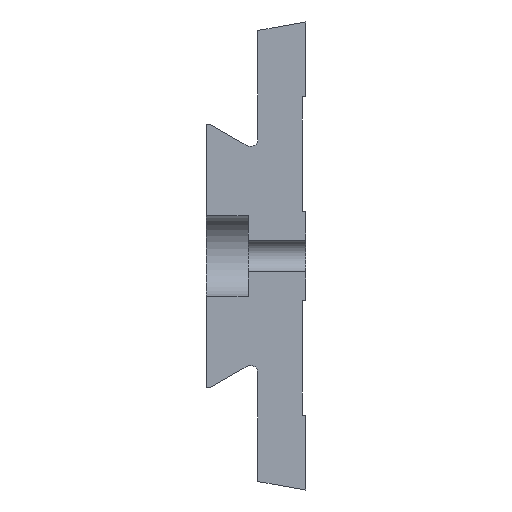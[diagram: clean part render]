
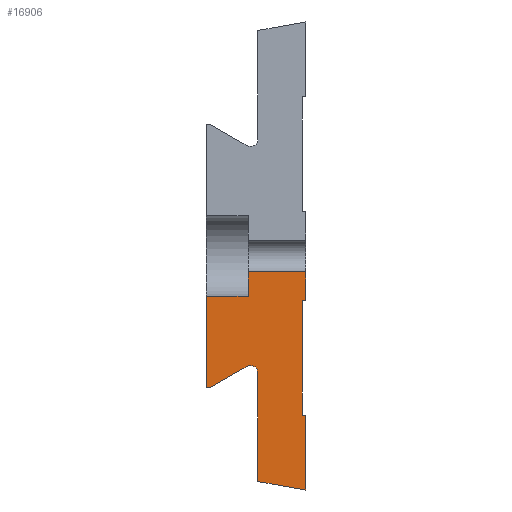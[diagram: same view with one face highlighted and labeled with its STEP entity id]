
A CAD part, left-side view. The second image highlights one B-rep face of the part: STEP entity #16906.
In plain terms, the highlighted planar face has unit normal (-1, 0, 0).
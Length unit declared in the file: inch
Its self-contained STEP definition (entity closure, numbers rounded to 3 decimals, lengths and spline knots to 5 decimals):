
#6977=DIRECTION('',(0.,0.,-1.));
#6978=VECTOR('',#6977,0.237);
#6979=CARTESIAN_POINT('',(-18.14,-0.4,-0.133));
#6980=LINE('',#6979,#6978);
#7733=DIRECTION('',(0.,0.,1.));
#7734=VECTOR('',#7733,0.203);
#7735=CARTESIAN_POINT('',(-18.14,0.08,-0.336));
#7736=LINE('',#7735,#7734);
#7797=DIRECTION('',(0.,-1.,0.));
#7798=VECTOR('',#7797,0.48);
#7799=CARTESIAN_POINT('',(-18.14,0.08,-0.133));
#7800=LINE('',#7799,#7798);
#7811=DIRECTION('',(0.,-0.985,-0.174));
#7812=VECTOR('',#7811,0.40617);
#7813=CARTESIAN_POINT('',(-18.14,0.,-1.88464));
#7814=LINE('',#7813,#7812);
#7818=CARTESIAN_POINT('',(-18.14,0.06,-0.97429));
#7819=DIRECTION('',(1.,0.,0.));
#7820=DIRECTION('',(0.,0.,1.));
#7821=AXIS2_PLACEMENT_3D('',#7818,#7819,#7820);
#7826=CARTESIAN_POINT('',(-18.14,0.06,-0.97429));
#7827=DIRECTION('',(1.,0.,0.));
#7828=DIRECTION('',(0.,0.5,0.866));
#7829=AXIS2_PLACEMENT_3D('',#7826,#7827,#7828);
#7834=DIRECTION('',(0.,-0.866,0.5));
#7835=VECTOR('',#7834,0.3606);
#7836=CARTESIAN_POINT('',(-18.14,0.40229,-1.10262));
#7837=LINE('',#7836,#7835);
#7841=DIRECTION('',(0.,-0.966,-0.259));
#7842=VECTOR('',#7841,0.02869);
#7843=CARTESIAN_POINT('',(-18.14,0.43,-1.0952));
#7844=LINE('',#7843,#7842);
#7848=DIRECTION('',(0.,0.,-1.));
#7849=VECTOR('',#7848,0.7592);
#7850=CARTESIAN_POINT('',(-18.14,0.43,-0.336));
#7851=LINE('',#7850,#7849);
#7855=DIRECTION('',(0.,-1.,0.));
#7856=VECTOR('',#7855,0.35);
#7857=CARTESIAN_POINT('',(-18.14,0.43,-0.336));
#7858=LINE('',#7857,#7856);
#7883=DIRECTION('',(0.,1.,0.));
#7884=VECTOR('',#7883,0.03);
#7885=CARTESIAN_POINT('',(-18.14,-0.4,-0.37));
#7886=LINE('',#7885,#7884);
#7904=DIRECTION('',(0.,0.,-1.));
#7905=VECTOR('',#7904,0.96);
#7906=CARTESIAN_POINT('',(-18.14,-0.37,-0.37));
#7907=LINE('',#7906,#7905);
#7925=DIRECTION('',(0.,-1.,0.));
#7926=VECTOR('',#7925,0.03);
#7927=CARTESIAN_POINT('',(-18.14,-0.37,-1.33));
#7928=LINE('',#7927,#7926);
#7946=DIRECTION('',(0.,0.,-1.));
#7947=VECTOR('',#7946,0.62517);
#7948=CARTESIAN_POINT('',(-18.14,-0.4,-1.33));
#7949=LINE('',#7948,#7947);
#7974=DIRECTION('',(0.,0.,1.));
#7975=VECTOR('',#7974,0.91035);
#7976=CARTESIAN_POINT('',(-18.14,0.,-1.88464));
#7977=LINE('',#7976,#7975);
#9170=CARTESIAN_POINT('',(-18.14,0.06,-0.91429));
#9171=VERTEX_POINT('',#9170);
#9172=CARTESIAN_POINT('',(-18.14,0.09,-0.92233));
#9173=VERTEX_POINT('',#9172);
#9193=CARTESIAN_POINT('',(-18.14,0.,-0.97429));
#9194=VERTEX_POINT('',#9193);
#9195=CARTESIAN_POINT('',(-18.14,0.40229,-1.10262));
#9196=VERTEX_POINT('',#9195);
#9247=CARTESIAN_POINT('',(-18.14,0.,-1.88464));
#9248=VERTEX_POINT('',#9247);
#9249=CARTESIAN_POINT('',(-18.14,0.43,-1.0952));
#9250=VERTEX_POINT('',#9249);
#9251=CARTESIAN_POINT('',(-18.14,0.43,-0.336));
#9252=CARTESIAN_POINT('',(-18.14,0.08,-0.336));
#9253=VERTEX_POINT('',#9251);
#9254=VERTEX_POINT('',#9252);
#9287=CARTESIAN_POINT('',(-18.14,-0.4,-1.95517));
#9288=VERTEX_POINT('',#9287);
#9289=CARTESIAN_POINT('',(-18.14,0.08,-0.133));
#9290=VERTEX_POINT('',#9289);
#9324=CARTESIAN_POINT('',(-18.14,-0.4,-1.33));
#9325=VERTEX_POINT('',#9324);
#9326=CARTESIAN_POINT('',(-18.14,-0.4,-0.133));
#9327=VERTEX_POINT('',#9326);
#9378=CARTESIAN_POINT('',(-18.14,-0.37,-1.33));
#9379=VERTEX_POINT('',#9378);
#9380=CARTESIAN_POINT('',(-18.14,-0.4,-0.37));
#9381=VERTEX_POINT('',#9380);
#9425=CARTESIAN_POINT('',(-18.14,-0.37,-0.37));
#9426=VERTEX_POINT('',#9425);
#16873=CARTESIAN_POINT('',(-18.14,0.06,-0.97429));
#16874=DIRECTION('',(-1.,0.,0.));
#16875=DIRECTION('',(0.,0.,1.));
#16876=AXIS2_PLACEMENT_3D('',#16873,#16874,#16875);
#16877=PLANE('',#16876);
#16879=ORIENTED_EDGE('',*,*,#16878,.T.);
#16880=ORIENTED_EDGE('',*,*,#16824,.T.);
#16881=ORIENTED_EDGE('',*,*,#16865,.T.);
#16882=ORIENTED_EDGE('',*,*,#16161,.T.);
#16884=ORIENTED_EDGE('',*,*,#16883,.T.);
#16886=ORIENTED_EDGE('',*,*,#16885,.T.);
#16888=ORIENTED_EDGE('',*,*,#16887,.T.);
#16890=ORIENTED_EDGE('',*,*,#16889,.T.);
#16892=ORIENTED_EDGE('',*,*,#16891,.F.);
#16894=ORIENTED_EDGE('',*,*,#16893,.T.);
#16896=ORIENTED_EDGE('',*,*,#16895,.F.);
#16898=ORIENTED_EDGE('',*,*,#16897,.F.);
#16900=ORIENTED_EDGE('',*,*,#16899,.F.);
#16902=ORIENTED_EDGE('',*,*,#16901,.F.);
#16903=ORIENTED_EDGE('',*,*,#15946,.F.);
#16904=EDGE_LOOP('',(#16879,#16880,#16881,#16882,#16884,#16886,#16888,#16890,
#16892,#16894,#16896,#16898,#16900,#16902,#16903));
#16905=FACE_OUTER_BOUND('',#16904,.F.);
#7822=CIRCLE('',#7821,0.06);
#7830=CIRCLE('',#7829,0.06);
#15946=EDGE_CURVE('',#9253,#9250,#7851,.T.);
#16161=EDGE_CURVE('',#9327,#9381,#6980,.T.);
#16824=EDGE_CURVE('',#9254,#9290,#7736,.T.);
#16865=EDGE_CURVE('',#9290,#9327,#7800,.T.);
#16878=EDGE_CURVE('',#9253,#9254,#7858,.T.);
#16883=EDGE_CURVE('',#9381,#9426,#7886,.T.);
#16885=EDGE_CURVE('',#9426,#9379,#7907,.T.);
#16887=EDGE_CURVE('',#9379,#9325,#7928,.T.);
#16889=EDGE_CURVE('',#9325,#9288,#7949,.T.);
#16891=EDGE_CURVE('',#9248,#9288,#7814,.T.);
#16893=EDGE_CURVE('',#9248,#9194,#7977,.T.);
#16895=EDGE_CURVE('',#9171,#9194,#7822,.T.);
#16897=EDGE_CURVE('',#9173,#9171,#7830,.T.);
#16899=EDGE_CURVE('',#9196,#9173,#7837,.T.);
#16901=EDGE_CURVE('',#9250,#9196,#7844,.T.);
#16906=ADVANCED_FACE('',(#16905),#16877,.T.);
